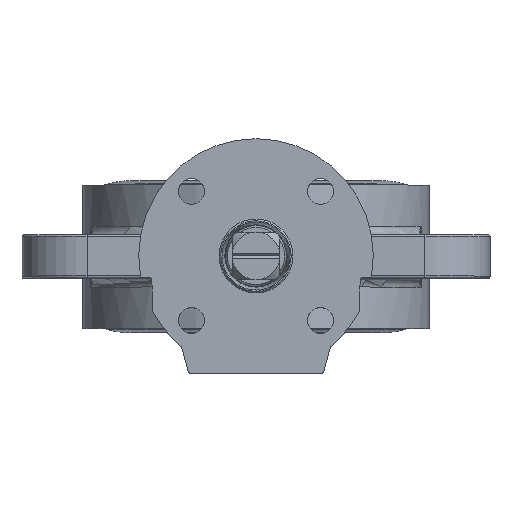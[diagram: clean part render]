
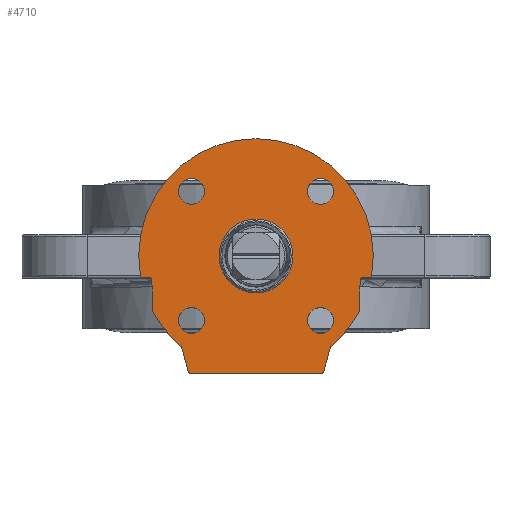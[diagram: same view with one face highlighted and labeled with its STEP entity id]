
A CAD part, top view. The second image highlights one B-rep face of the part: STEP entity #4710.
In plain terms, the highlighted planar face has unit normal (0, 0, 1).
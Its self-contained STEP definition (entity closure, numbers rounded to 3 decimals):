
#3982=CARTESIAN_POINT('',(8.5,0.,113.0));
#3983=VERTEX_POINT('',#3982);
#3984=CARTESIAN_POINT('',(0.,0.,113.0));
#3985=DIRECTION('',(0.0,0.0,-1.0));
#3986=DIRECTION('',(1.0,0.0,0.0));
#3987=AXIS2_PLACEMENT_3D('',#3984,#3985,#3986);
#3988=CIRCLE('',#3987,8.5);
#3989=EDGE_CURVE('',#3983,#3983,#3988,.T.);
#4090=CARTESIAN_POINT('',(-17.849,14.849,113.0));
#4091=VERTEX_POINT('',#4090);
#4092=CARTESIAN_POINT('',(-14.849,14.849,113.0));
#4093=DIRECTION('',(0.0,0.0,-1.0));
#4094=DIRECTION('',(-1.0,0.0,0.0));
#4095=AXIS2_PLACEMENT_3D('',#4092,#4093,#4094);
#4096=CIRCLE('',#4095,3.);
#4097=EDGE_CURVE('',#4091,#4091,#4096,.T.);
#4118=CARTESIAN_POINT('',(14.849,17.849,113.0));
#4119=VERTEX_POINT('',#4118);
#4120=CARTESIAN_POINT('',(14.849,14.849,113.0));
#4121=DIRECTION('',(0.0,0.0,-1.0));
#4122=DIRECTION('',(0.0,1.0,0.0));
#4123=AXIS2_PLACEMENT_3D('',#4120,#4121,#4122);
#4124=CIRCLE('',#4123,3.);
#4125=EDGE_CURVE('',#4119,#4119,#4124,.T.);
#4146=CARTESIAN_POINT('',(-14.849,-17.849,113.0));
#4147=VERTEX_POINT('',#4146);
#4148=CARTESIAN_POINT('',(-14.849,-14.849,113.0));
#4149=DIRECTION('',(0.0,0.0,-1.0));
#4150=DIRECTION('',(0.0,-1.0,0.0));
#4151=AXIS2_PLACEMENT_3D('',#4148,#4149,#4150);
#4152=CIRCLE('',#4151,3.);
#4153=EDGE_CURVE('',#4147,#4147,#4152,.T.);
#4174=CARTESIAN_POINT('',(17.849,-14.849,113.0));
#4175=VERTEX_POINT('',#4174);
#4176=CARTESIAN_POINT('',(14.849,-14.849,113.0));
#4177=DIRECTION('',(0.0,0.0,-1.0));
#4178=DIRECTION('',(1.0,0.0,0.0));
#4179=AXIS2_PLACEMENT_3D('',#4176,#4177,#4178);
#4180=CIRCLE('',#4179,3.);
#4181=EDGE_CURVE('',#4175,#4175,#4180,.T.);
#4515=CARTESIAN_POINT('',(-53.892,27.001,113.0));
#4516=DIRECTION('',(0.0,0.0,-1.0));
#4517=DIRECTION('',(-1.0,0.0,0.0));
#4518=AXIS2_PLACEMENT_3D('',#4515,#4516,#4517);
#4519=PLANE('',#4518);
#4520=CARTESIAN_POINT('',(-17.105,-21.011,113.0));
#4521=VERTEX_POINT('',#4520);
#4522=CARTESIAN_POINT('',(-17.268,-20.756,113.0));
#4523=VERTEX_POINT('',#4522);
#4524=CARTESIAN_POINT('',(-17.588,-21.141,113.0));
#4525=DIRECTION('',(0.0,0.0,1.));
#4526=DIRECTION('',(0.842,0.539,0.0));
#4527=AXIS2_PLACEMENT_3D('',#4524,#4525,#4526);
#4528=CIRCLE('',#4527,0.5);
#4529=EDGE_CURVE('',#4521,#4523,#4528,.T.);
#4530=ORIENTED_EDGE('',*,*,#4529,.F.);
#4531=CARTESIAN_POINT('',(-15.599,-26.629,113.0));
#4532=VERTEX_POINT('',#4531);
#4533=CARTESIAN_POINT('',(-15.599,-26.629,113.0));
#4534=DIRECTION('',(-0.259,0.966,0.0));
#4535=VECTOR('',#4534,5.816);
#4536=LINE('',#4533,#4535);
#4537=EDGE_CURVE('',#4532,#4521,#4536,.T.);
#4538=ORIENTED_EDGE('',*,*,#4537,.F.);
#4539=CARTESIAN_POINT('',(-15.116,-27.0,113.0));
#4540=VERTEX_POINT('',#4539);
#4541=CARTESIAN_POINT('',(-15.116,-26.5,113.0));
#4542=DIRECTION('',(0.0,0.0,-1.));
#4543=DIRECTION('',(-0.609,-0.793,0.0));
#4544=AXIS2_PLACEMENT_3D('',#4541,#4542,#4543);
#4545=CIRCLE('',#4544,0.5);
#4546=EDGE_CURVE('',#4540,#4532,#4545,.T.);
#4547=ORIENTED_EDGE('',*,*,#4546,.F.);
#4548=CARTESIAN_POINT('',(15.116,-27.0,113.0));
#4549=VERTEX_POINT('',#4548);
#4550=CARTESIAN_POINT('',(15.116,-27.,113.0));
#4551=DIRECTION('',(-1.0,0.0,0.0));
#4552=VECTOR('',#4551,30.233);
#4553=LINE('',#4550,#4552);
#4554=EDGE_CURVE('',#4549,#4540,#4553,.T.);
#4555=ORIENTED_EDGE('',*,*,#4554,.F.);
#4556=CARTESIAN_POINT('',(15.599,-26.629,113.0));
#4557=VERTEX_POINT('',#4556);
#4558=CARTESIAN_POINT('',(15.116,-26.5,113.0));
#4559=DIRECTION('',(0.0,0.0,-1.));
#4560=DIRECTION('',(0.609,-0.793,0.0));
#4561=AXIS2_PLACEMENT_3D('',#4558,#4559,#4560);
#4562=CIRCLE('',#4561,0.5);
#4563=EDGE_CURVE('',#4557,#4549,#4562,.T.);
#4564=ORIENTED_EDGE('',*,*,#4563,.F.);
#4565=CARTESIAN_POINT('',(17.105,-21.011,113.0));
#4566=VERTEX_POINT('',#4565);
#4567=CARTESIAN_POINT('',(17.105,-21.011,113.0));
#4568=DIRECTION('',(-0.259,-0.966,0.0));
#4569=VECTOR('',#4568,5.816);
#4570=LINE('',#4567,#4569);
#4571=EDGE_CURVE('',#4566,#4557,#4570,.T.);
#4572=ORIENTED_EDGE('',*,*,#4571,.F.);
#4573=CARTESIAN_POINT('',(17.268,-20.756,113.0));
#4574=VERTEX_POINT('',#4573);
#4575=CARTESIAN_POINT('',(17.588,-21.141,113.0));
#4576=DIRECTION('',(0.0,0.0,1.0));
#4577=DIRECTION('',(-0.842,0.539,0.0));
#4578=AXIS2_PLACEMENT_3D('',#4575,#4576,#4577);
#4579=CIRCLE('',#4578,0.5);
#4580=EDGE_CURVE('',#4574,#4566,#4579,.T.);
#4581=ORIENTED_EDGE('',*,*,#4580,.F.);
#4582=CARTESIAN_POINT('',(23.667,-12.995,113.0));
#4583=VERTEX_POINT('',#4582);
#4584=CARTESIAN_POINT('',(0.,0.,113.0));
#4585=DIRECTION('',(0.,0.,-1.0));
#4586=DIRECTION('',(0.635,-0.772,0.));
#4587=AXIS2_PLACEMENT_3D('',#4584,#4585,#4586);
#4588=CIRCLE('',#4587,27.);
#4589=EDGE_CURVE('',#4583,#4574,#4588,.T.);
#4590=ORIENTED_EDGE('',*,*,#4589,.F.);
#4591=CARTESIAN_POINT('',(23.729,-12.772,113.0));
#4592=VERTEX_POINT('',#4591);
#4593=CARTESIAN_POINT('',(23.229,-12.754,113.0));
#4594=DIRECTION('',(0.0,0.0,-1.0));
#4595=DIRECTION('',(0.964,-0.265,0.0));
#4596=AXIS2_PLACEMENT_3D('',#4593,#4594,#4595);
#4597=CIRCLE('',#4596,0.5);
#4598=EDGE_CURVE('',#4592,#4583,#4597,.T.);
#4599=ORIENTED_EDGE('',*,*,#4598,.F.);
#4600=CARTESIAN_POINT('',(23.983,-5.483,113.0));
#4601=VERTEX_POINT('',#4600);
#4602=CARTESIAN_POINT('',(23.983,-5.483,113.0));
#4603=DIRECTION('',(-0.035,-0.999,0.0));
#4604=VECTOR('',#4603,7.293);
#4605=LINE('',#4602,#4604);
#4606=EDGE_CURVE('',#4601,#4592,#4605,.T.);
#4607=ORIENTED_EDGE('',*,*,#4606,.F.);
#4608=CARTESIAN_POINT('',(24.483,-5.0,113.0));
#4609=VERTEX_POINT('',#4608);
#4610=CARTESIAN_POINT('',(24.483,-5.5,113.0));
#4611=DIRECTION('',(0.0,0.0,1.0));
#4612=DIRECTION('',(-0.695,0.719,0.0));
#4613=AXIS2_PLACEMENT_3D('',#4610,#4611,#4612);
#4614=CIRCLE('',#4613,0.5);
#4615=EDGE_CURVE('',#4609,#4601,#4614,.T.);
#4616=ORIENTED_EDGE('',*,*,#4615,.F.);
#4617=CARTESIAN_POINT('',(26.115,-5.0,113.0));
#4618=VERTEX_POINT('',#4617);
#4619=CARTESIAN_POINT('',(26.115,-5.,113.0));
#4620=DIRECTION('',(-1.0,0.0,0.0));
#4621=VECTOR('',#4620,1.632);
#4622=LINE('',#4619,#4621);
#4623=EDGE_CURVE('',#4618,#4609,#4622,.T.);
#4624=ORIENTED_EDGE('',*,*,#4623,.F.);
#4625=CARTESIAN_POINT('',(26.608,-4.585,113.0));
#4626=VERTEX_POINT('',#4625);
#4627=CARTESIAN_POINT('',(26.115,-4.5,113.0));
#4628=DIRECTION('',(0.0,0.0,-1.0));
#4629=DIRECTION('',(0.644,-0.765,0.0));
#4630=AXIS2_PLACEMENT_3D('',#4627,#4628,#4629);
#4631=CIRCLE('',#4630,0.5);
#4632=EDGE_CURVE('',#4626,#4618,#4631,.T.);
#4633=ORIENTED_EDGE('',*,*,#4632,.F.);
#4634=CARTESIAN_POINT('',(-26.608,-4.585,113.0));
#4635=VERTEX_POINT('',#4634);
#4636=CARTESIAN_POINT('',(0.,0.,113.0));
#4637=DIRECTION('',(0.,0.,-1.));
#4638=DIRECTION('',(0.983,-0.185,0.));
#4639=AXIS2_PLACEMENT_3D('',#4636,#4637,#4638);
#4640=CIRCLE('',#4639,27.0);
#4641=EDGE_CURVE('',#4635,#4626,#4640,.T.);
#4642=ORIENTED_EDGE('',*,*,#4641,.F.);
#4643=CARTESIAN_POINT('',(-26.115,-5.0,113.0));
#4644=VERTEX_POINT('',#4643);
#4645=CARTESIAN_POINT('',(-26.115,-4.5,113.0));
#4646=DIRECTION('',(0.0,0.0,-1.));
#4647=DIRECTION('',(-0.644,-0.765,0.0));
#4648=AXIS2_PLACEMENT_3D('',#4645,#4646,#4647);
#4649=CIRCLE('',#4648,0.5);
#4650=EDGE_CURVE('',#4644,#4635,#4649,.T.);
#4651=ORIENTED_EDGE('',*,*,#4650,.F.);
#4652=CARTESIAN_POINT('',(-24.483,-5.0,113.0));
#4653=VERTEX_POINT('',#4652);
#4654=CARTESIAN_POINT('',(-24.483,-5.0,113.0));
#4655=DIRECTION('',(-1.0,0.0,0.0));
#4656=VECTOR('',#4655,1.632);
#4657=LINE('',#4654,#4656);
#4658=EDGE_CURVE('',#4653,#4644,#4657,.T.);
#4659=ORIENTED_EDGE('',*,*,#4658,.F.);
#4660=CARTESIAN_POINT('',(-23.983,-5.483,113.0));
#4661=VERTEX_POINT('',#4660);
#4662=CARTESIAN_POINT('',(-24.483,-5.5,113.0));
#4663=DIRECTION('',(0.0,0.0,1.0));
#4664=DIRECTION('',(0.695,0.719,0.0));
#4665=AXIS2_PLACEMENT_3D('',#4662,#4663,#4664);
#4666=CIRCLE('',#4665,0.5);
#4667=EDGE_CURVE('',#4661,#4653,#4666,.T.);
#4668=ORIENTED_EDGE('',*,*,#4667,.F.);
#4669=CARTESIAN_POINT('',(-23.729,-12.772,113.0));
#4670=VERTEX_POINT('',#4669);
#4671=CARTESIAN_POINT('',(-23.729,-12.772,113.0));
#4672=DIRECTION('',(-0.035,0.999,0.0));
#4673=VECTOR('',#4672,7.293);
#4674=LINE('',#4671,#4673);
#4675=EDGE_CURVE('',#4670,#4661,#4674,.T.);
#4676=ORIENTED_EDGE('',*,*,#4675,.F.);
#4677=CARTESIAN_POINT('',(-23.667,-12.995,113.0));
#4678=VERTEX_POINT('',#4677);
#4679=CARTESIAN_POINT('',(-23.229,-12.754,113.0));
#4680=DIRECTION('',(0.0,0.0,-1.0));
#4681=DIRECTION('',(-0.964,-0.265,0.0));
#4682=AXIS2_PLACEMENT_3D('',#4679,#4680,#4681);
#4683=CIRCLE('',#4682,0.5);
#4684=EDGE_CURVE('',#4678,#4670,#4683,.T.);
#4685=ORIENTED_EDGE('',*,*,#4684,.F.);
#4686=CARTESIAN_POINT('',(0.,0.,113.0));
#4687=DIRECTION('',(0.,0.,-1.0));
#4688=DIRECTION('',(-0.879,-0.477,0.));
#4689=AXIS2_PLACEMENT_3D('',#4686,#4687,#4688);
#4690=CIRCLE('',#4689,27.);
#4691=EDGE_CURVE('',#4523,#4678,#4690,.T.);
#4692=ORIENTED_EDGE('',*,*,#4691,.F.);
#4693=EDGE_LOOP('',(#4530,#4538,#4547,#4555,#4564,#4572,#4581,#4590,#4599,#4607,#4616,#4624,#4633,#4642,#4651,#4659,#4668,#4676,#4685,#4692));
#4694=FACE_OUTER_BOUND('',#4693,.T.);
#4695=ORIENTED_EDGE('',*,*,#4097,.T.);
#4696=EDGE_LOOP('',(#4695));
#4697=FACE_BOUND('',#4696,.T.);
#4698=ORIENTED_EDGE('',*,*,#4125,.T.);
#4699=EDGE_LOOP('',(#4698));
#4700=FACE_BOUND('',#4699,.T.);
#4701=ORIENTED_EDGE('',*,*,#4153,.T.);
#4702=EDGE_LOOP('',(#4701));
#4703=FACE_BOUND('',#4702,.T.);
#4704=ORIENTED_EDGE('',*,*,#4181,.T.);
#4705=EDGE_LOOP('',(#4704));
#4706=FACE_BOUND('',#4705,.T.);
#4707=ORIENTED_EDGE('',*,*,#3989,.T.);
#4708=EDGE_LOOP('',(#4707));
#4709=FACE_BOUND('',#4708,.T.);
#4710=ADVANCED_FACE('',(#4694,#4697,#4700,#4703,#4706,#4709),#4519,.F.);
